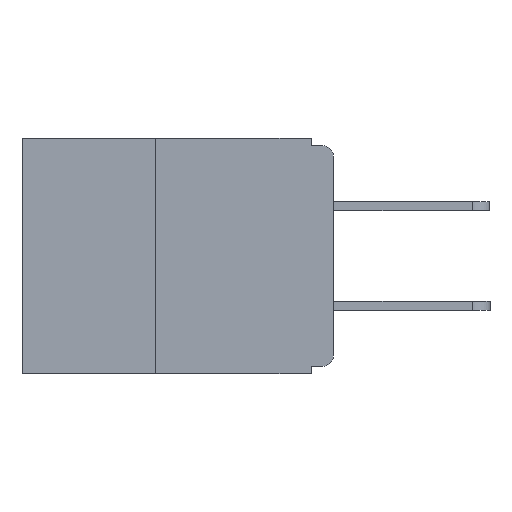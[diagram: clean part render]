
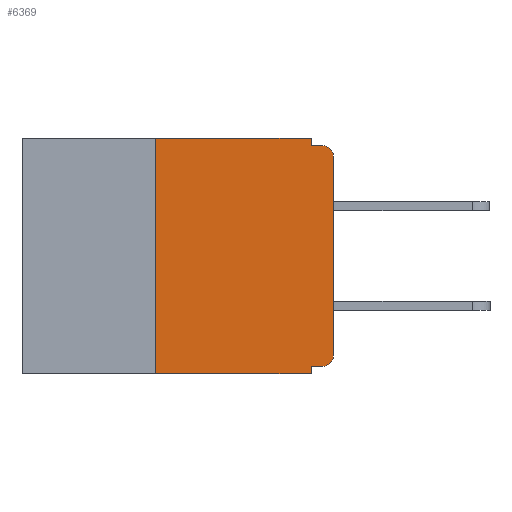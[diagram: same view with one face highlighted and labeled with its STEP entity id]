
A CAD part, left-side view. The second image highlights one B-rep face of the part: STEP entity #6369.
In plain terms, the highlighted planar face has unit normal (-1, 0, 0).
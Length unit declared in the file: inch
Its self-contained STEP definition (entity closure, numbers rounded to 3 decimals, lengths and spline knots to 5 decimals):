
#84 = VERTEX_POINT ( 'NONE', #11774 ) ;
#182 = CARTESIAN_POINT ( 'NONE',  ( 0., 0.437, 0. ) ) ;
#200 = LINE ( 'NONE', #182, #20430 ) ;
#729 = DIRECTION ( 'NONE',  ( 0., 0., 1. ) ) ;
#1023 = VERTEX_POINT ( 'NONE', #11413 ) ;
#2016 = EDGE_CURVE ( 'NONE', #84, #2397, #18504, .T. ) ;
#2397 = VERTEX_POINT ( 'NONE', #10144 ) ;
#2414 = LINE ( 'NONE', #7810, #14763 ) ;
#2488 = CARTESIAN_POINT ( 'NONE',  ( 0., 0.015, -0.305 ) ) ;
#2749 = CARTESIAN_POINT ( 'NONE',  ( 0., 0.031, -0.33 ) ) ;
#3751 = EDGE_CURVE ( 'NONE', #9507, #8622, #2414, .T. ) ;
#4021 = AXIS2_PLACEMENT_3D ( 'NONE', #6123, #5979, #5913 ) ;
#4096 = DIRECTION ( 'NONE',  ( 0., 0., -1. ) ) ;
#4163 = LINE ( 'NONE', #13625, #16470 ) ;
#4460 = ORIENTED_EDGE ( 'NONE', *, *, #15204, .F. ) ;
#5392 = CARTESIAN_POINT ( 'NONE',  ( 0., 0.437, -0.33 ) ) ;
#5399 = VECTOR ( 'NONE', #11400, 39.37008 ) ;
#5764 = ORIENTED_EDGE ( 'NONE', *, *, #19418, .F. ) ;
#5913 = DIRECTION ( 'NONE',  ( 0., 0., -1. ) ) ;
#5979 = DIRECTION ( 'NONE',  ( 1., 0., 0. ) ) ;
#5984 = FACE_OUTER_BOUND ( 'NONE', #9229, .T. ) ;
#6123 = CARTESIAN_POINT ( 'NONE',  ( 0., 0.437, 0. ) ) ;
#6309 = PLANE ( 'NONE',  #4021 ) ;
#6369 = ADVANCED_FACE ( 'NONE', ( #5984 ), #6309, .F. ) ;
#7276 = ORIENTED_EDGE ( 'NONE', *, *, #15353, .T. ) ;
#7445 = VECTOR ( 'NONE', #14043, 39.37008 ) ;
#7698 = CIRCLE ( 'NONE', #12839, 0.015 ) ;
#7810 = CARTESIAN_POINT ( 'NONE',  ( 0., 0., 0. ) ) ;
#8140 = CARTESIAN_POINT ( 'NONE',  ( 0., 0.031, 0. ) ) ;
#8192 = DIRECTION ( 'NONE',  ( 0., -1., 0. ) ) ;
#8622 = VERTEX_POINT ( 'NONE', #12118 ) ;
#8889 = LINE ( 'NONE', #12859, #13225 ) ;
#8993 = CARTESIAN_POINT ( 'NONE',  ( 0., 0., -0.32 ) ) ;
#9229 = EDGE_LOOP ( 'NONE', ( #9680, #7276, #18980, #12350, #17529, #5764, #11977, #4460, #15422, #11706 ) ) ;
#9507 = VERTEX_POINT ( 'NONE', #20512 ) ;
#9581 = EDGE_CURVE ( 'NONE', #13882, #15463, #8889, .T. ) ;
#9591 = DIRECTION ( 'NONE',  ( -1., 0., 0. ) ) ;
#9597 = DIRECTION ( 'NONE',  ( 0., -1., 0. ) ) ;
#9680 = ORIENTED_EDGE ( 'NONE', *, *, #3751, .T. ) ;
#9879 = VERTEX_POINT ( 'NONE', #10383 ) ;
#10144 = CARTESIAN_POINT ( 'NONE',  ( 0., 0.031, -0.32 ) ) ;
#10383 = CARTESIAN_POINT ( 'NONE',  ( 0., 0.031, -0.33 ) ) ;
#10753 = LINE ( 'NONE', #2749, #7445 ) ;
#11093 = EDGE_CURVE ( 'NONE', #84, #9507, #17560, .T. ) ;
#11400 = DIRECTION ( 'NONE',  ( 0., 0., -1. ) ) ;
#11413 = CARTESIAN_POINT ( 'NONE',  ( 0., 0.25, -0.33 ) ) ;
#11706 = ORIENTED_EDGE ( 'NONE', *, *, #11093, .T. ) ;
#11768 = DIRECTION ( 'NONE',  ( 0., -1., 0. ) ) ;
#11774 = CARTESIAN_POINT ( 'NONE',  ( 0., 0.015, -0.32 ) ) ;
#11964 = VECTOR ( 'NONE', #11768, 39.37008 ) ;
#11977 = ORIENTED_EDGE ( 'NONE', *, *, #16247, .T. ) ;
#12118 = CARTESIAN_POINT ( 'NONE',  ( 0., 0., -0.025 ) ) ;
#12350 = ORIENTED_EDGE ( 'NONE', *, *, #20471, .F. ) ;
#12839 = AXIS2_PLACEMENT_3D ( 'NONE', #19118, #9591, #16114 ) ;
#12859 = CARTESIAN_POINT ( 'NONE',  ( 0., 0., -0.01 ) ) ;
#13225 = VECTOR ( 'NONE', #9597, 39.37008 ) ;
#13625 = CARTESIAN_POINT ( 'NONE',  ( 0., 0.25, -0.33 ) ) ;
#13786 = DIRECTION ( 'NONE',  ( -1., 0., 0. ) ) ;
#13882 = VERTEX_POINT ( 'NONE', #15577 ) ;
#13993 = LINE ( 'NONE', #8140, #5399 ) ;
#14043 = DIRECTION ( 'NONE',  ( 0., 0., -1. ) ) ;
#14763 = VECTOR ( 'NONE', #19610, 39.37008 ) ;
#14906 = DIRECTION ( 'NONE',  ( 0., 1., 0. ) ) ;
#15204 = EDGE_CURVE ( 'NONE', #2397, #9879, #10753, .T. ) ;
#15353 = EDGE_CURVE ( 'NONE', #8622, #15463, #7698, .T. ) ;
#15422 = ORIENTED_EDGE ( 'NONE', *, *, #2016, .F. ) ;
#15463 = VERTEX_POINT ( 'NONE', #16161 ) ;
#15577 = CARTESIAN_POINT ( 'NONE',  ( 0., 0.031, -0.01 ) ) ;
#16114 = DIRECTION ( 'NONE',  ( 0., 0., -1. ) ) ;
#16161 = CARTESIAN_POINT ( 'NONE',  ( 0., 0.015, -0.01 ) ) ;
#16247 = EDGE_CURVE ( 'NONE', #1023, #9879, #20364, .T. ) ;
#16470 = VECTOR ( 'NONE', #729, 39.37008 ) ;
#16771 = CARTESIAN_POINT ( 'NONE',  ( 0., 0.25, 0. ) ) ;
#17027 = VERTEX_POINT ( 'NONE', #16771 ) ;
#17529 = ORIENTED_EDGE ( 'NONE', *, *, #19175, .F. ) ;
#17560 = CIRCLE ( 'NONE', #18418, 0.015 ) ;
#18418 = AXIS2_PLACEMENT_3D ( 'NONE', #2488, #13786, #4096 ) ;
#18504 = LINE ( 'NONE', #8993, #19012 ) ;
#18980 = ORIENTED_EDGE ( 'NONE', *, *, #9581, .F. ) ;
#19012 = VECTOR ( 'NONE', #14906, 39.37008 ) ;
#19118 = CARTESIAN_POINT ( 'NONE',  ( 0., 0.015, -0.025 ) ) ;
#19175 = EDGE_CURVE ( 'NONE', #17027, #20252, #200, .T. ) ;
#19418 = EDGE_CURVE ( 'NONE', #1023, #17027, #4163, .T. ) ;
#19610 = DIRECTION ( 'NONE',  ( 0., 0., 1. ) ) ;
#20252 = VERTEX_POINT ( 'NONE', #20323 ) ;
#20323 = CARTESIAN_POINT ( 'NONE',  ( 0., 0.031, 0. ) ) ;
#20364 = LINE ( 'NONE', #5392, #11964 ) ;
#20430 = VECTOR ( 'NONE', #8192, 39.37008 ) ;
#20471 = EDGE_CURVE ( 'NONE', #20252, #13882, #13993, .T. ) ;
#20512 = CARTESIAN_POINT ( 'NONE',  ( 0., 0., -0.305 ) ) ;
